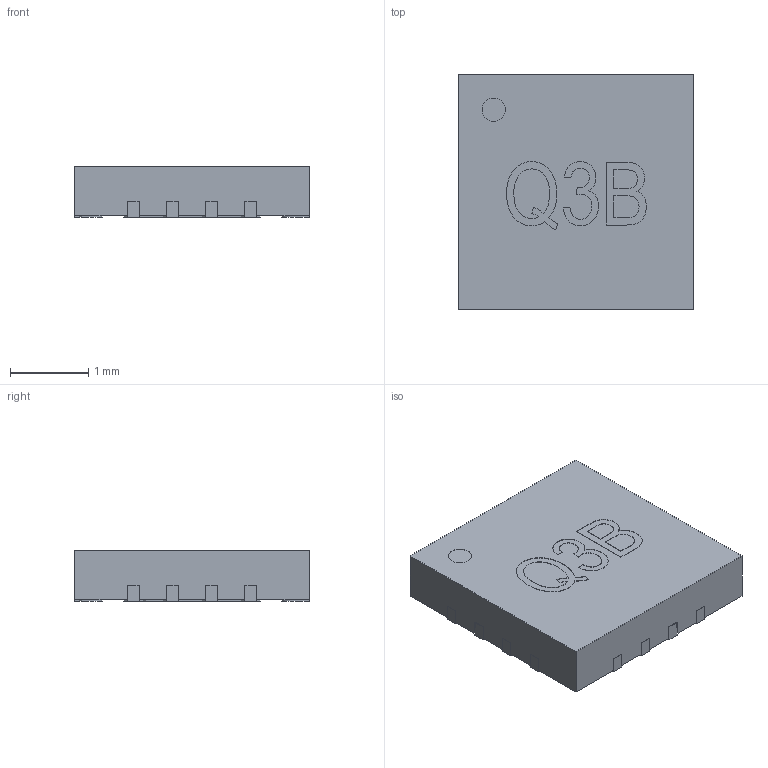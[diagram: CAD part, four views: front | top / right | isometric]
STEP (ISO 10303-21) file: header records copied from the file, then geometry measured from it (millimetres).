
FILE_DESCRIPTION (( 'STEP AP214' ), '1' );
FILE_NAME ('Q3B.STEP', '2025-10-23T06:57:30', ( '' ), ( '' ), 'SwSTEP 2.0', 'SolidWorks 2021', '' );
FILE_SCHEMA (( 'AUTOMOTIVE_DESIGN' ));
Length unit declared in the file: millimetre
Products named in the file (1): Q3B
Bounding box: 3.01 x 3.01 x 0.65 mm (x, y, z)
Volume: 5.7 mm3; surface area: 26.1 mm2
Topology: 1 solids, 1 shells, 238 faces, 684 edges, 456 vertices
Faces by surface type: plane 178, bspline 38, cylinder 22
Entity records: 12176 total; most frequent: CARTESIAN_POINT 3497, ORIENTED_EDGE 1368, DIRECTION 1054, EDGE_CURVE 684, LINE 564, VECTOR 564, VERTEX_POINT 456, EDGE_LOOP 246
